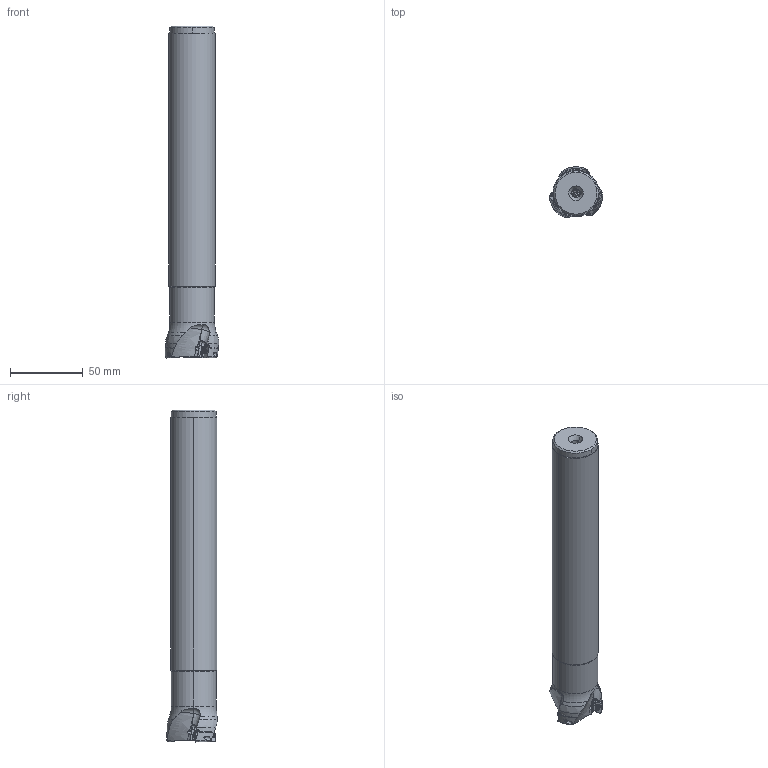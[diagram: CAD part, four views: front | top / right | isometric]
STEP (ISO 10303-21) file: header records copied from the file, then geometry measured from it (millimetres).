
FILE_DESCRIPTION(/* description */ (''),/* implementation_level */ '2;1');
FILE_NAME(/* name */ 'APX3000UR243SA20LA.stp',/* time_stamp */ '2021-09-08T11:45:36+09:00',/* author */ (''),/* organization */ (''),/* preprocessor_version */ 'ST-DEVELOPER v16',/* originating_system */ 'SIEMENS PLM Software NX 10.0',/* authorisation */ '');
FILE_SCHEMA (('AUTOMOTIVE_DESIGN { 1 0 10303 214 3 1 1 1 }'));
Length unit declared in the file: millimetre
Products named in the file (1): APX3000UR243SA20LA_ASM
Bounding box: 36.63 x 34.65 x 227.95 mm (x, y, z)
Volume: 170941.9 mm3; surface area: 29085.1 mm2
Topology: 4 solids, 4 shells, 308 faces, 935 edges, 651 vertices
Faces by surface type: cylinder 127, plane 63, cone 54, torus 22, bspline 21, sphere 21
Entity records: 15896 total; most frequent: CARTESIAN_POINT 7670, ORIENTED_EDGE 1836, DIRECTION 1519, EDGE_CURVE 918, AXIS2_PLACEMENT_3D 648, VERTEX_POINT 626, B_SPLINE_CURVE_WITH_KNOTS 361, EDGE_LOOP 328
